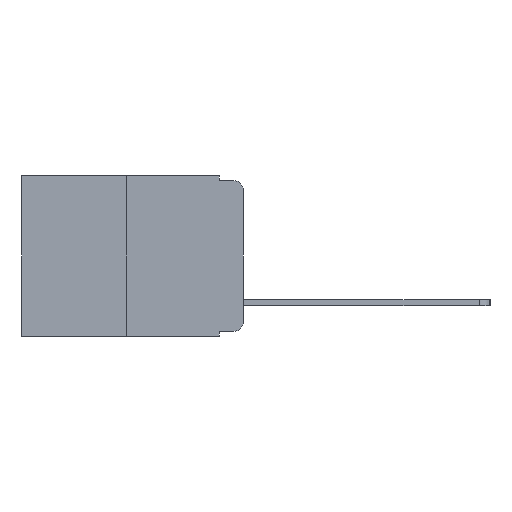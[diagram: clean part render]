
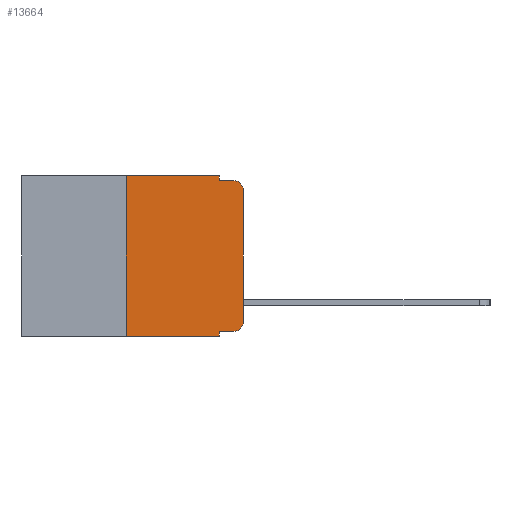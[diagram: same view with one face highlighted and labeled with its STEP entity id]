
A CAD part, left-side view. The second image highlights one B-rep face of the part: STEP entity #13664.
In plain terms, the highlighted planar face has unit normal (-1, 0, 0).
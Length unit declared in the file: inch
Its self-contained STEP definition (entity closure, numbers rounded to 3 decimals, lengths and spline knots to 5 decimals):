
#187 = ORIENTED_EDGE ( 'NONE', *, *, #6898, .T. ) ;
#530 = DIRECTION ( 'NONE',  ( 0., -1., 0. ) ) ;
#622 = ORIENTED_EDGE ( 'NONE', *, *, #6892, .T. ) ;
#691 = AXIS2_PLACEMENT_3D ( 'NONE', #7994, #2533, #10079 ) ;
#745 = LINE ( 'NONE', #13286, #3954 ) ;
#813 = DIRECTION ( 'NONE',  ( 0., 0., 1. ) ) ;
#915 = DIRECTION ( 'NONE',  ( 0., 0., -1. ) ) ;
#1114 = CARTESIAN_POINT ( 'NONE',  ( 0., 0.051, 0. ) ) ;
#1169 = VERTEX_POINT ( 'NONE', #8120 ) ;
#1812 = LINE ( 'NONE', #13322, #4344 ) ;
#1838 = EDGE_CURVE ( 'NONE', #6669, #3377, #8554, .T. ) ;
#2192 = DIRECTION ( 'NONE',  ( 0., 0., -1. ) ) ;
#2413 = LINE ( 'NONE', #11722, #4967 ) ;
#2533 = DIRECTION ( 'NONE',  ( 1., 0., 0. ) ) ;
#2576 = VERTEX_POINT ( 'NONE', #11083 ) ;
#2737 = CARTESIAN_POINT ( 'NONE',  ( 0., 0.02, -0.313 ) ) ;
#3372 = VERTEX_POINT ( 'NONE', #13356 ) ;
#3377 = VERTEX_POINT ( 'NONE', #7736 ) ;
#3473 = DIRECTION ( 'NONE',  ( 0., 0., -1. ) ) ;
#3562 = CARTESIAN_POINT ( 'NONE',  ( 0., 0.051, -0.333 ) ) ;
#3588 = ORIENTED_EDGE ( 'NONE', *, *, #1838, .F. ) ;
#3699 = CARTESIAN_POINT ( 'NONE',  ( 0., 0., 0. ) ) ;
#3836 = DIRECTION ( 'NONE',  ( 0., 0., -1. ) ) ;
#3954 = VECTOR ( 'NONE', #530, 39.37008 ) ;
#4287 = AXIS2_PLACEMENT_3D ( 'NONE', #2737, #10257, #3836 ) ;
#4306 = AXIS2_PLACEMENT_3D ( 'NONE', #4519, #6777, #915 ) ;
#4330 = ORIENTED_EDGE ( 'NONE', *, *, #4478, .F. ) ;
#4340 = CIRCLE ( 'NONE', #4306, 0.02 ) ;
#4344 = VECTOR ( 'NONE', #7114, 39.37008 ) ;
#4356 = VERTEX_POINT ( 'NONE', #13155 ) ;
#4478 = EDGE_CURVE ( 'NONE', #5827, #4853, #1812, .T. ) ;
#4519 = CARTESIAN_POINT ( 'NONE',  ( 0., 0.02, -0.03 ) ) ;
#4537 = ORIENTED_EDGE ( 'NONE', *, *, #11430, .T. ) ;
#4739 = VECTOR ( 'NONE', #813, 39.37008 ) ;
#4853 = VERTEX_POINT ( 'NONE', #8572 ) ;
#4865 = VECTOR ( 'NONE', #12114, 39.37008 ) ;
#4967 = VECTOR ( 'NONE', #12748, 39.37008 ) ;
#5407 = CARTESIAN_POINT ( 'NONE',  ( 0., 0.051, 0. ) ) ;
#5768 = ORIENTED_EDGE ( 'NONE', *, *, #11448, .F. ) ;
#5827 = VERTEX_POINT ( 'NONE', #11644 ) ;
#6039 = LINE ( 'NONE', #1114, #11306 ) ;
#6669 = VERTEX_POINT ( 'NONE', #3562 ) ;
#6777 = DIRECTION ( 'NONE',  ( -1., 0., 0. ) ) ;
#6892 = EDGE_CURVE ( 'NONE', #3372, #2576, #7798, .T. ) ;
#6898 = EDGE_CURVE ( 'NONE', #6669, #1169, #10238, .T. ) ;
#6899 = PLANE ( 'NONE',  #691 ) ;
#7114 = DIRECTION ( 'NONE',  ( 0., -1., 0. ) ) ;
#7143 = EDGE_CURVE ( 'NONE', #2576, #4356, #4340, .T. ) ;
#7449 = VECTOR ( 'NONE', #8560, 39.37008 ) ;
#7499 = VERTEX_POINT ( 'NONE', #12302 ) ;
#7736 = CARTESIAN_POINT ( 'NONE',  ( 0., 0.051, -0.343 ) ) ;
#7798 = LINE ( 'NONE', #3699, #4865 ) ;
#7994 = CARTESIAN_POINT ( 'NONE',  ( 0., 0.473, 0. ) ) ;
#8120 = CARTESIAN_POINT ( 'NONE',  ( 0., 0.02, -0.333 ) ) ;
#8240 = VECTOR ( 'NONE', #3473, 39.37008 ) ;
#8452 = VERTEX_POINT ( 'NONE', #11569 ) ;
#8554 = LINE ( 'NONE', #5407, #8240 ) ;
#8560 = DIRECTION ( 'NONE',  ( 0., -1., 0. ) ) ;
#8572 = CARTESIAN_POINT ( 'NONE',  ( 0., 0.051, 0. ) ) ;
#8781 = EDGE_CURVE ( 'NONE', #4853, #7499, #6039, .T. ) ;
#8937 = ORIENTED_EDGE ( 'NONE', *, *, #10149, .T. ) ;
#9284 = FACE_OUTER_BOUND ( 'NONE', #10151, .T. ) ;
#10079 = DIRECTION ( 'NONE',  ( 0., 0., -1. ) ) ;
#10149 = EDGE_CURVE ( 'NONE', #8452, #3377, #745, .T. ) ;
#10151 = EDGE_LOOP ( 'NONE', ( #622, #11966, #12755, #11657, #4330, #5768, #8937, #3588, #187, #4537 ) ) ;
#10238 = LINE ( 'NONE', #12047, #7449 ) ;
#10257 = DIRECTION ( 'NONE',  ( -1., 0., 0. ) ) ;
#10403 = EDGE_CURVE ( 'NONE', #7499, #4356, #2413, .T. ) ;
#11083 = CARTESIAN_POINT ( 'NONE',  ( 0., 0., -0.03 ) ) ;
#11306 = VECTOR ( 'NONE', #2192, 39.37008 ) ;
#11430 = EDGE_CURVE ( 'NONE', #1169, #3372, #13460, .T. ) ;
#11448 = EDGE_CURVE ( 'NONE', #8452, #5827, #13148, .T. ) ;
#11569 = CARTESIAN_POINT ( 'NONE',  ( 0., 0.25, -0.343 ) ) ;
#11644 = CARTESIAN_POINT ( 'NONE',  ( 0., 0.25, 0. ) ) ;
#11657 = ORIENTED_EDGE ( 'NONE', *, *, #8781, .F. ) ;
#11722 = CARTESIAN_POINT ( 'NONE',  ( 0., 0.051, -0.01 ) ) ;
#11966 = ORIENTED_EDGE ( 'NONE', *, *, #7143, .T. ) ;
#12047 = CARTESIAN_POINT ( 'NONE',  ( 0., 0.051, -0.333 ) ) ;
#12114 = DIRECTION ( 'NONE',  ( 0., 0., 1. ) ) ;
#12302 = CARTESIAN_POINT ( 'NONE',  ( 0., 0.051, -0.01 ) ) ;
#12748 = DIRECTION ( 'NONE',  ( 0., -1., 0. ) ) ;
#12755 = ORIENTED_EDGE ( 'NONE', *, *, #10403, .F. ) ;
#13148 = LINE ( 'NONE', #13336, #4739 ) ;
#13155 = CARTESIAN_POINT ( 'NONE',  ( 0., 0.02, -0.01 ) ) ;
#13286 = CARTESIAN_POINT ( 'NONE',  ( 0., 0.473, -0.343 ) ) ;
#13322 = CARTESIAN_POINT ( 'NONE',  ( 0., 0.473, 0. ) ) ;
#13336 = CARTESIAN_POINT ( 'NONE',  ( 0., 0.25, 0. ) ) ;
#13356 = CARTESIAN_POINT ( 'NONE',  ( 0., 0., -0.313 ) ) ;
#13460 = CIRCLE ( 'NONE', #4287, 0.02 ) ;
#13664 = ADVANCED_FACE ( 'NONE', ( #9284 ), #6899, .F. ) ;
